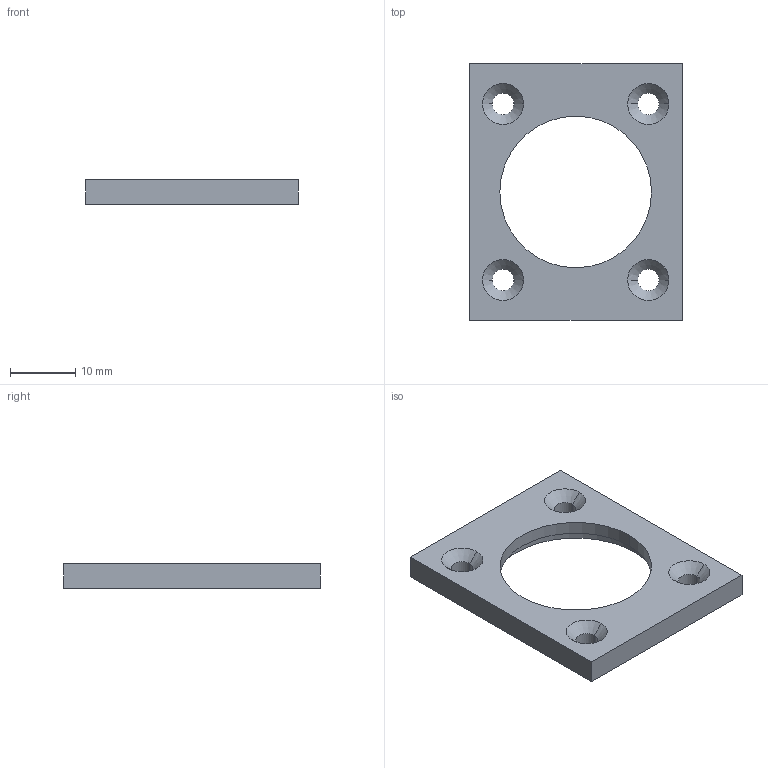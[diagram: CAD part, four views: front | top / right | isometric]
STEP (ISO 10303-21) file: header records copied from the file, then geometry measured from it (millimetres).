
FILE_DESCRIPTION (( 'STEP AP214' ), '1' );
FILE_NAME ('barrel_top_holder.STEP', '2026-02-14T22:55:15', ( '' ), ( '' ), 'SwSTEP 2.0', 'SolidWorks 2024', '' );
FILE_SCHEMA (( 'AUTOMOTIVE_DESIGN' ));
Length unit declared in the file: millimetre
Products named in the file (1): barrel_top_holder
Bounding box: 32.6 x 39.4 x 3.7 mm (x, y, z)
Volume: 2850.9 mm3; surface area: 2594.7 mm2
Topology: 1 solids, 1 shells, 27 faces, 64 edges, 40 vertices
Faces by surface type: cylinder 12, cone 8, plane 7
Entity records: 829 total; most frequent: DIRECTION 152, CARTESIAN_POINT 132, ORIENTED_EDGE 128, EDGE_CURVE 64, AXIS2_PLACEMENT_3D 60, VERTEX_POINT 40, EDGE_LOOP 38, VECTOR 32
